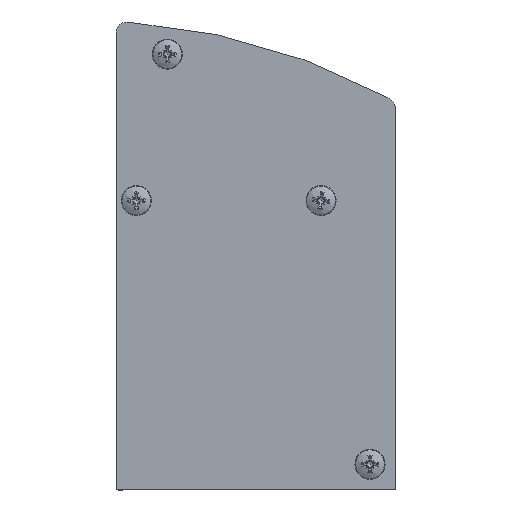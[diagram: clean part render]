
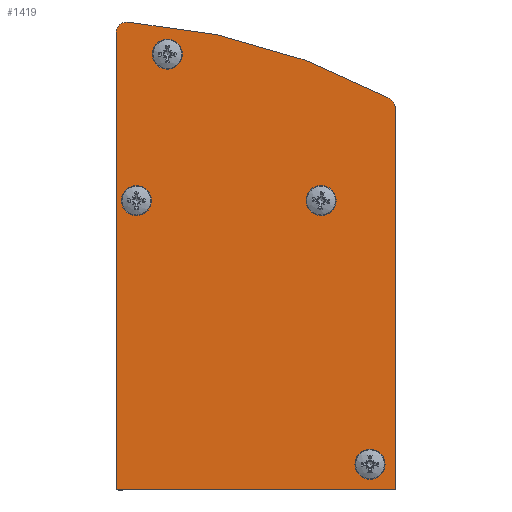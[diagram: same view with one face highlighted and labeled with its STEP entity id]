
A CAD part, left-side view. The second image highlights one B-rep face of the part: STEP entity #1419.
In plain terms, the highlighted face is planar.
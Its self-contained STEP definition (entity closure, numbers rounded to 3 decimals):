
#167=FACE_BOUND('',#310,.T.);
#168=FACE_BOUND('',#311,.T.);
#169=FACE_BOUND('',#312,.T.);
#170=FACE_BOUND('',#313,.T.);
#181=PLANE('',#1601);
#227=FACE_OUTER_BOUND('',#309,.T.);
#309=EDGE_LOOP('',(#1049,#1050,#1051,#1052,#1053,#1054,#1055,#1056));
#310=EDGE_LOOP('',(#1057,#1058,#1059,#1060));
#311=EDGE_LOOP('',(#1061,#1062,#1063,#1064));
#312=EDGE_LOOP('',(#1065));
#313=EDGE_LOOP('',(#1066));
#376=LINE('',#2188,#456);
#380=LINE('',#2199,#460);
#384=LINE('',#2212,#464);
#388=LINE('',#2223,#468);
#396=LINE('',#2260,#476);
#400=LINE('',#2272,#480);
#404=LINE('',#2283,#484);
#456=VECTOR('',#1751,10.);
#460=VECTOR('',#1763,10.);
#464=VECTOR('',#1775,10.);
#468=VECTOR('',#1787,10.);
#476=VECTOR('',#1827,10.);
#480=VECTOR('',#1839,10.);
#484=VECTOR('',#1851,10.);
#534=CIRCLE('',#1561,2.25);
#536=CIRCLE('',#1565,2.25);
#538=CIRCLE('',#1569,2.25);
#540=CIRCLE('',#1573,2.25);
#543=CIRCLE('',#1578,2.25);
#545=CIRCLE('',#1581,2.25);
#546=CIRCLE('',#1583,2.5);
#548=CIRCLE('',#1586,150.);
#550=CIRCLE('',#1589,3.5);
#552=CIRCLE('',#1593,0.5);
#554=CIRCLE('',#1597,0.5);
#611=VERTEX_POINT('',#2178);
#612=VERTEX_POINT('',#2179);
#615=VERTEX_POINT('',#2187);
#617=VERTEX_POINT('',#2193);
#619=VERTEX_POINT('',#2202);
#620=VERTEX_POINT('',#2203);
#623=VERTEX_POINT('',#2211);
#625=VERTEX_POINT('',#2217);
#628=VERTEX_POINT('',#2228);
#630=VERTEX_POINT('',#2234);
#631=VERTEX_POINT('',#2238);
#632=VERTEX_POINT('',#2239);
#635=VERTEX_POINT('',#2247);
#637=VERTEX_POINT('',#2253);
#639=VERTEX_POINT('',#2259);
#641=VERTEX_POINT('',#2265);
#643=VERTEX_POINT('',#2271);
#645=VERTEX_POINT('',#2277);
#750=EDGE_CURVE('',#611,#612,#534,.T.);
#754=EDGE_CURVE('',#612,#615,#376,.T.);
#757=EDGE_CURVE('',#615,#617,#536,.T.);
#760=EDGE_CURVE('',#617,#611,#380,.T.);
#762=EDGE_CURVE('',#619,#620,#538,.T.);
#766=EDGE_CURVE('',#620,#623,#384,.T.);
#769=EDGE_CURVE('',#623,#625,#540,.T.);
#772=EDGE_CURVE('',#625,#619,#388,.T.);
#776=EDGE_CURVE('',#628,#628,#543,.T.);
#779=EDGE_CURVE('',#630,#630,#545,.T.);
#780=EDGE_CURVE('',#631,#632,#546,.T.);
#784=EDGE_CURVE('',#632,#635,#548,.T.);
#787=EDGE_CURVE('',#635,#637,#550,.T.);
#790=EDGE_CURVE('',#637,#639,#396,.T.);
#793=EDGE_CURVE('',#639,#641,#552,.T.);
#796=EDGE_CURVE('',#641,#643,#400,.T.);
#799=EDGE_CURVE('',#643,#645,#554,.T.);
#802=EDGE_CURVE('',#645,#631,#404,.T.);
#1049=ORIENTED_EDGE('',*,*,#780,.F.);
#1050=ORIENTED_EDGE('',*,*,#802,.F.);
#1051=ORIENTED_EDGE('',*,*,#799,.F.);
#1052=ORIENTED_EDGE('',*,*,#796,.F.);
#1053=ORIENTED_EDGE('',*,*,#793,.F.);
#1054=ORIENTED_EDGE('',*,*,#790,.F.);
#1055=ORIENTED_EDGE('',*,*,#787,.F.);
#1056=ORIENTED_EDGE('',*,*,#784,.F.);
#1057=ORIENTED_EDGE('',*,*,#750,.T.);
#1058=ORIENTED_EDGE('',*,*,#754,.T.);
#1059=ORIENTED_EDGE('',*,*,#757,.T.);
#1060=ORIENTED_EDGE('',*,*,#760,.T.);
#1061=ORIENTED_EDGE('',*,*,#762,.T.);
#1062=ORIENTED_EDGE('',*,*,#766,.T.);
#1063=ORIENTED_EDGE('',*,*,#769,.T.);
#1064=ORIENTED_EDGE('',*,*,#772,.T.);
#1065=ORIENTED_EDGE('',*,*,#776,.T.);
#1066=ORIENTED_EDGE('',*,*,#779,.T.);
#1419=ADVANCED_FACE('',(#227,#167,#168,#169,#170),#181,.T.);
#1561=AXIS2_PLACEMENT_3D('',#2180,#1743,#1744);
#1565=AXIS2_PLACEMENT_3D('',#2194,#1756,#1757);
#1569=AXIS2_PLACEMENT_3D('',#2204,#1767,#1768);
#1573=AXIS2_PLACEMENT_3D('',#2218,#1780,#1781);
#1578=AXIS2_PLACEMENT_3D('',#2230,#1794,#1795);
#1581=AXIS2_PLACEMENT_3D('',#2236,#1801,#1802);
#1583=AXIS2_PLACEMENT_3D('',#2240,#1805,#1806);
#1586=AXIS2_PLACEMENT_3D('',#2248,#1813,#1814);
#1589=AXIS2_PLACEMENT_3D('',#2254,#1820,#1821);
#1593=AXIS2_PLACEMENT_3D('',#2266,#1832,#1833);
#1597=AXIS2_PLACEMENT_3D('',#2278,#1844,#1845);
#1601=AXIS2_PLACEMENT_3D('',#2286,#1855,#1856);
#1743=DIRECTION('center_axis',(0.,-1.,0.));
#1744=DIRECTION('ref_axis',(0.,0.,1.));
#1751=DIRECTION('',(-1.,0.,0.));
#1756=DIRECTION('center_axis',(0.,-1.,0.));
#1757=DIRECTION('ref_axis',(0.,0.,-1.));
#1763=DIRECTION('',(1.,0.,0.));
#1767=DIRECTION('center_axis',(0.,-1.,0.));
#1768=DIRECTION('ref_axis',(0.,0.,1.));
#1775=DIRECTION('',(-1.,0.,0.));
#1780=DIRECTION('center_axis',(0.,-1.,0.));
#1781=DIRECTION('ref_axis',(0.,0.,-1.));
#1787=DIRECTION('',(1.,0.,0.));
#1794=DIRECTION('center_axis',(0.,-1.,0.));
#1795=DIRECTION('ref_axis',(1.,0.,0.));
#1801=DIRECTION('center_axis',(0.,-1.,0.));
#1802=DIRECTION('ref_axis',(1.,0.,0.));
#1805=DIRECTION('center_axis',(0.,-1.,0.));
#1806=DIRECTION('ref_axis',(-0.071,0.,0.998));
#1813=DIRECTION('center_axis',(0.,-1.,0.));
#1814=DIRECTION('ref_axis',(-0.474,0.,0.88));
#1820=DIRECTION('center_axis',(0.,-1.,0.));
#1821=DIRECTION('ref_axis',(-1.,0.,0.));
#1827=DIRECTION('',(0.,0.,-1.));
#1832=DIRECTION('center_axis',(0.,-1.,0.));
#1833=DIRECTION('ref_axis',(0.,0.,-1.));
#1839=DIRECTION('',(1.,0.,0.));
#1844=DIRECTION('center_axis',(0.,-1.,0.));
#1845=DIRECTION('ref_axis',(1.,0.,0.));
#1851=DIRECTION('',(0.,0.,1.));
#1855=DIRECTION('center_axis',(0.,1.,0.));
#1856=DIRECTION('ref_axis',(0.,0.,1.));
#2178=CARTESIAN_POINT('',(-3.1,1.5,9.75));
#2179=CARTESIAN_POINT('',(-3.1,1.5,14.25));
#2180=CARTESIAN_POINT('Origin',(-3.1,1.5,12.));
#2187=CARTESIAN_POINT('',(-4.1,1.5,14.25));
#2188=CARTESIAN_POINT('',(4.789,1.5,14.25));
#2193=CARTESIAN_POINT('',(-4.1,1.5,9.75));
#2194=CARTESIAN_POINT('Origin',(-4.1,1.5,12.));
#2199=CARTESIAN_POINT('',(4.289,1.5,9.75));
#2202=CARTESIAN_POINT('',(39.9,1.5,9.75));
#2203=CARTESIAN_POINT('',(39.9,1.5,14.25));
#2204=CARTESIAN_POINT('Origin',(39.9,1.5,12.));
#2211=CARTESIAN_POINT('',(38.9,1.5,14.25));
#2212=CARTESIAN_POINT('',(26.289,1.5,14.25));
#2217=CARTESIAN_POINT('',(38.9,1.5,9.75));
#2218=CARTESIAN_POINT('Origin',(38.9,1.5,12.));
#2223=CARTESIAN_POINT('',(25.789,1.5,9.75));
#2228=CARTESIAN_POINT('',(-17.75,1.5,-49.4));
#2230=CARTESIAN_POINT('Origin',(-15.5,1.5,-49.4));
#2234=CARTESIAN_POINT('',(29.45,1.5,46.1));
#2236=CARTESIAN_POINT('Origin',(31.7,1.5,46.1));
#2238=CARTESIAN_POINT('',(43.6,1.5,51.1));
#2239=CARTESIAN_POINT('',(40.924,1.5,53.594));
#2240=CARTESIAN_POINT('Origin',(41.1,1.5,51.1));
#2247=CARTESIAN_POINT('',(-19.661,1.5,36.008));
#2248=CARTESIAN_POINT('Origin',(51.511,1.5,-96.032));
#2253=CARTESIAN_POINT('',(-21.5,1.5,32.927));
#2254=CARTESIAN_POINT('Origin',(-18.,1.5,32.927));
#2259=CARTESIAN_POINT('',(-21.5,1.5,-54.9));
#2260=CARTESIAN_POINT('',(-21.5,1.5,-54.9));
#2265=CARTESIAN_POINT('',(-21.,1.5,-55.4));
#2266=CARTESIAN_POINT('Origin',(-21.,1.5,-54.9));
#2271=CARTESIAN_POINT('',(43.1,1.5,-55.4));
#2272=CARTESIAN_POINT('',(43.1,1.5,-55.4));
#2277=CARTESIAN_POINT('',(43.6,1.5,-54.9));
#2278=CARTESIAN_POINT('Origin',(43.1,1.5,-54.9));
#2283=CARTESIAN_POINT('',(43.6,1.5,51.1));
#2286=CARTESIAN_POINT('Origin',(12.677,1.5,-4.494));
